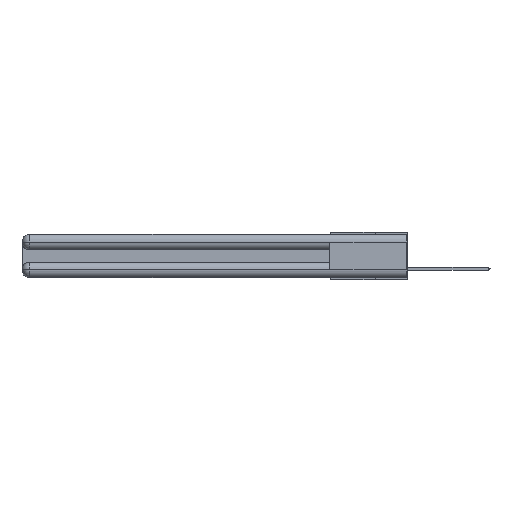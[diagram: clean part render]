
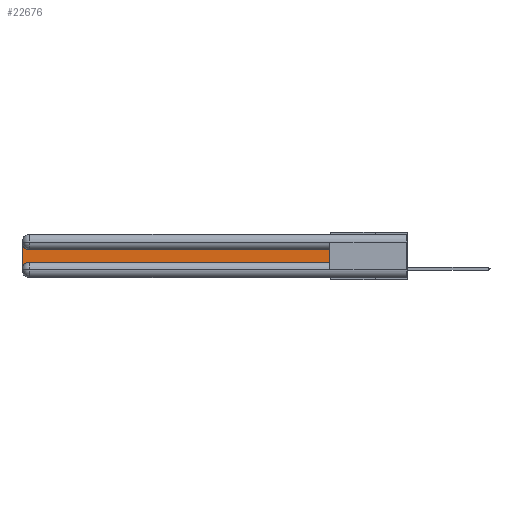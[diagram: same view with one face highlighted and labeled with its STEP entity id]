
A CAD part, left-side view. The second image highlights one B-rep face of the part: STEP entity #22676.
In plain terms, the highlighted planar face has unit normal (-1, 0, 0).
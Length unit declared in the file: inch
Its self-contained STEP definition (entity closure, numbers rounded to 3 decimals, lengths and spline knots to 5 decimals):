
#173 = EDGE_CURVE ( 'NONE', #4211, #18946, #23739, .T. ) ;
#961 = VECTOR ( 'NONE', #12483, 39.37008 ) ;
#1634 = ORIENTED_EDGE ( 'NONE', *, *, #173, .T. ) ;
#2692 = LINE ( 'NONE', #25948, #13465 ) ;
#2699 = CARTESIAN_POINT ( 'NONE',  ( 0.075, 3., -0.1225 ) ) ;
#2997 = DIRECTION ( 'NONE',  ( 1., 0., 0. ) ) ;
#3032 = VERTEX_POINT ( 'NONE', #21165 ) ;
#3519 = DIRECTION ( 'NONE',  ( 0., 0., -1. ) ) ;
#4044 = VERTEX_POINT ( 'NONE', #16837 ) ;
#4211 = VERTEX_POINT ( 'NONE', #4537 ) ;
#4537 = CARTESIAN_POINT ( 'NONE',  ( 0.075, 0.6, -0.2175 ) ) ;
#4559 = ORIENTED_EDGE ( 'NONE', *, *, #5339, .T. ) ;
#5339 = EDGE_CURVE ( 'NONE', #4044, #23781, #5830, .T. ) ;
#5536 = CARTESIAN_POINT ( 'NONE',  ( 0.075, 0.6, -0.2175 ) ) ;
#5830 = LINE ( 'NONE', #9949, #24229 ) ;
#7166 = CARTESIAN_POINT ( 'NONE',  ( 0.075, 0.6, -0.1225 ) ) ;
#7757 = AXIS2_PLACEMENT_3D ( 'NONE', #2699, #17737, #9240 ) ;
#9240 = DIRECTION ( 'NONE',  ( 0., 0., -1. ) ) ;
#9851 = EDGE_CURVE ( 'NONE', #18946, #18160, #2692, .T. ) ;
#9949 = CARTESIAN_POINT ( 'NONE',  ( 0.075, 3., -0.2175 ) ) ;
#10123 = DIRECTION ( 'NONE',  ( 0., 0., -1. ) ) ;
#11320 = CARTESIAN_POINT ( 'NONE',  ( 0.075, 3., -0.2775 ) ) ;
#12315 = EDGE_CURVE ( 'NONE', #18160, #4044, #16976, .T. ) ;
#12483 = DIRECTION ( 'NONE',  ( 0., 0., 1. ) ) ;
#13090 = EDGE_CURVE ( 'NONE', #3032, #4211, #18961, .T. ) ;
#13465 = VECTOR ( 'NONE', #17291, 39.37008 ) ;
#14184 = DIRECTION ( 'NONE',  ( 0., -1., 0. ) ) ;
#14597 = ORIENTED_EDGE ( 'NONE', *, *, #9851, .T. ) ;
#16393 = DIRECTION ( 'NONE',  ( 1., 0., 0. ) ) ;
#16837 = CARTESIAN_POINT ( 'NONE',  ( 0.075, 3., -0.0625 ) ) ;
#16976 = CIRCLE ( 'NONE', #25114, 0.06 ) ;
#17291 = DIRECTION ( 'NONE',  ( 0., 1., 0. ) ) ;
#17737 = DIRECTION ( 'NONE',  ( 1., 0., 0. ) ) ;
#17787 = CARTESIAN_POINT ( 'NONE',  ( 0.075, 2.94, -0.1225 ) ) ;
#18160 = VERTEX_POINT ( 'NONE', #17787 ) ;
#18313 = VECTOR ( 'NONE', #14184, 39.37008 ) ;
#18788 = ORIENTED_EDGE ( 'NONE', *, *, #13090, .T. ) ;
#18946 = VERTEX_POINT ( 'NONE', #7166 ) ;
#18961 = LINE ( 'NONE', #5536, #18313 ) ;
#20127 = CARTESIAN_POINT ( 'NONE',  ( 0.075, 2.94, -0.2775 ) ) ;
#20641 = AXIS2_PLACEMENT_3D ( 'NONE', #20127, #2997, #26569 ) ;
#21165 = CARTESIAN_POINT ( 'NONE',  ( 0.075, 2.94, -0.2175 ) ) ;
#22010 = PLANE ( 'NONE',  #7757 ) ;
#22144 = ORIENTED_EDGE ( 'NONE', *, *, #12315, .T. ) ;
#22676 = ADVANCED_FACE ( 'NONE', ( #25548 ), #22010, .F. ) ;
#22736 = EDGE_CURVE ( 'NONE', #23781, #3032, #26549, .T. ) ;
#22800 = CARTESIAN_POINT ( 'NONE',  ( 0.075, 2.94, -0.0625 ) ) ;
#23718 = EDGE_LOOP ( 'NONE', ( #14597, #22144, #4559, #25723, #18788, #1634 ) ) ;
#23739 = LINE ( 'NONE', #25252, #961 ) ;
#23781 = VERTEX_POINT ( 'NONE', #11320 ) ;
#24229 = VECTOR ( 'NONE', #10123, 39.37008 ) ;
#25114 = AXIS2_PLACEMENT_3D ( 'NONE', #22800, #16393, #3519 ) ;
#25252 = CARTESIAN_POINT ( 'NONE',  ( 0.075, 0.6, -0.2175 ) ) ;
#25548 = FACE_OUTER_BOUND ( 'NONE', #23718, .T. ) ;
#25723 = ORIENTED_EDGE ( 'NONE', *, *, #22736, .T. ) ;
#25948 = CARTESIAN_POINT ( 'NONE',  ( 0.075, 0.6, -0.1225 ) ) ;
#26549 = CIRCLE ( 'NONE', #20641, 0.06 ) ;
#26569 = DIRECTION ( 'NONE',  ( 0., 0., -1. ) ) ;
